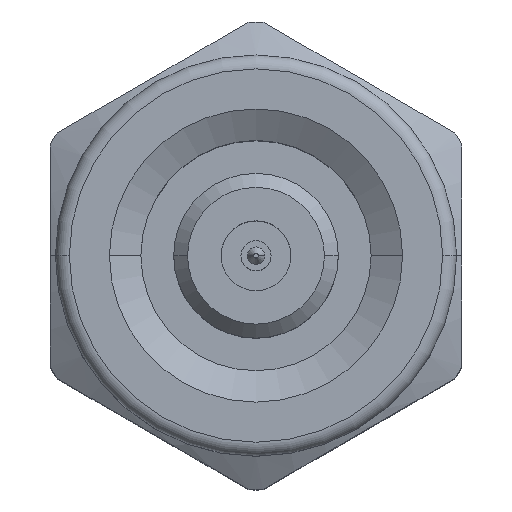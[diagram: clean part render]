
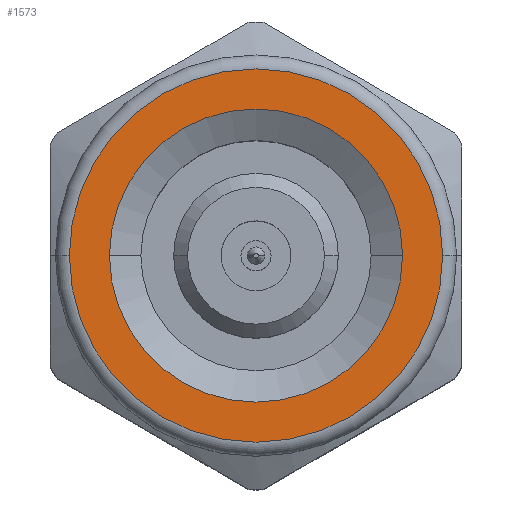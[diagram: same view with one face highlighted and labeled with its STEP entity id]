
A CAD part, top view. The second image highlights one B-rep face of the part: STEP entity #1573.
In plain terms, the highlighted planar face has unit normal (0, 0, 1).
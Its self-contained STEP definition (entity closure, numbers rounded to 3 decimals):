
#71 = CARTESIAN_POINT ( 'NONE',  ( 0., 0., 9.94 ) ) ;
#95 = VERTEX_POINT ( 'NONE', #1994 ) ;
#161 = VERTEX_POINT ( 'NONE', #536 ) ;
#207 = VERTEX_POINT ( 'NONE', #820 ) ;
#224 = EDGE_LOOP ( 'NONE', ( #703, #3556 ) ) ;
#241 = CARTESIAN_POINT ( 'NONE',  ( 0., 0., 9.94 ) ) ;
#439 = CIRCLE ( 'NONE', #2405, 2.675 ) ;
#536 = CARTESIAN_POINT ( 'NONE',  ( 2.1, 0., 9.94 ) ) ;
#703 = ORIENTED_EDGE ( 'NONE', *, *, #2836, .F. ) ;
#729 = EDGE_LOOP ( 'NONE', ( #1842, #3200 ) ) ;
#753 = CARTESIAN_POINT ( 'NONE',  ( 2.675, 0., 9.94 ) ) ;
#812 = AXIS2_PLACEMENT_3D ( 'NONE', #2438, #4080, #3753 ) ;
#820 = CARTESIAN_POINT ( 'NONE',  ( -2.675, 0., 9.94 ) ) ;
#1020 = AXIS2_PLACEMENT_3D ( 'NONE', #3824, #2413, #2724 ) ;
#1023 = AXIS2_PLACEMENT_3D ( 'NONE', #71, #3207, #1931 ) ;
#1193 = DIRECTION ( 'NONE',  ( 0., 0., 1. ) ) ;
#1407 = CIRCLE ( 'NONE', #812, 2.675 ) ;
#1573 = ADVANCED_FACE ( 'NONE', ( #2781, #2128 ), #3375, .F. ) ;
#1610 = CIRCLE ( 'NONE', #1020, 2.1 ) ;
#1826 = EDGE_CURVE ( 'NONE', #3051, #207, #439, .T. ) ;
#1842 = ORIENTED_EDGE ( 'NONE', *, *, #2246, .T. ) ;
#1851 = DIRECTION ( 'NONE',  ( 0., 0., 1. ) ) ;
#1931 = DIRECTION ( 'NONE',  ( 0., -1., 0. ) ) ;
#1994 = CARTESIAN_POINT ( 'NONE',  ( -2.1, 0., 9.94 ) ) ;
#2010 = CIRCLE ( 'NONE', #2520, 2.1 ) ;
#2128 = FACE_OUTER_BOUND ( 'NONE', #729, .T. ) ;
#2143 = CARTESIAN_POINT ( 'NONE',  ( 0., 0., 9.94 ) ) ;
#2246 = EDGE_CURVE ( 'NONE', #207, #3051, #1407, .T. ) ;
#2405 = AXIS2_PLACEMENT_3D ( 'NONE', #241, #1851, #3025 ) ;
#2413 = DIRECTION ( 'NONE',  ( 0., 0., 1. ) ) ;
#2438 = CARTESIAN_POINT ( 'NONE',  ( 0., 0., 9.94 ) ) ;
#2520 = AXIS2_PLACEMENT_3D ( 'NONE', #2143, #1193, #3120 ) ;
#2724 = DIRECTION ( 'NONE',  ( 1., 0., 0. ) ) ;
#2781 = FACE_BOUND ( 'NONE', #224, .T. ) ;
#2836 = EDGE_CURVE ( 'NONE', #161, #95, #2010, .T. ) ;
#3025 = DIRECTION ( 'NONE',  ( -1., 0., 0. ) ) ;
#3051 = VERTEX_POINT ( 'NONE', #753 ) ;
#3120 = DIRECTION ( 'NONE',  ( 1., 0., 0. ) ) ;
#3200 = ORIENTED_EDGE ( 'NONE', *, *, #1826, .T. ) ;
#3207 = DIRECTION ( 'NONE',  ( 0., 0., -1. ) ) ;
#3375 = PLANE ( 'NONE',  #1023 ) ;
#3475 = EDGE_CURVE ( 'NONE', #95, #161, #1610, .T. ) ;
#3556 = ORIENTED_EDGE ( 'NONE', *, *, #3475, .F. ) ;
#3753 = DIRECTION ( 'NONE',  ( -1., 0., 0. ) ) ;
#3824 = CARTESIAN_POINT ( 'NONE',  ( 0., 0., 9.94 ) ) ;
#4080 = DIRECTION ( 'NONE',  ( 0., 0., 1. ) ) ;
